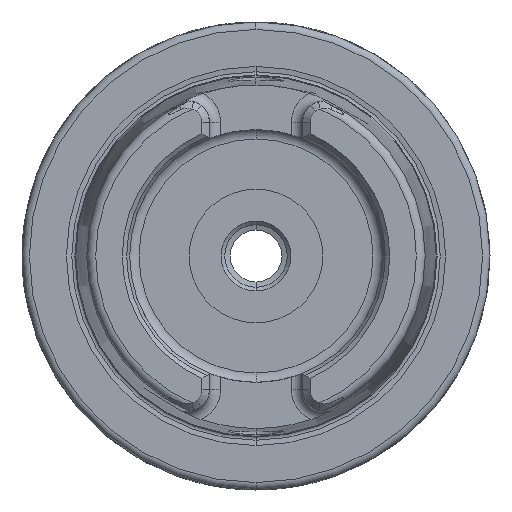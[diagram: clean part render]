
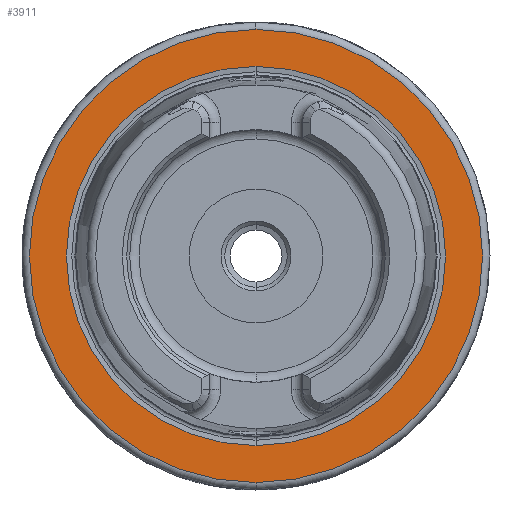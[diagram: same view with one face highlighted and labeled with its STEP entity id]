
A CAD part, left-side view. The second image highlights one B-rep face of the part: STEP entity #3911.
In plain terms, the highlighted planar face has unit normal (-1, 0, 0).
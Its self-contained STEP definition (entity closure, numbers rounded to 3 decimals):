
#444 = CARTESIAN_POINT ( 'NONE',  ( -64., 31.5, 0. ) ) ;
#836 = DIRECTION ( 'NONE',  ( 0., 0., -1. ) ) ;
#848 = DIRECTION ( 'NONE',  ( 1., 0., 0. ) ) ;
#859 = CARTESIAN_POINT ( 'NONE',  ( -64., 0., 0. ) ) ;
#1018 = DIRECTION ( 'NONE',  ( 0., 0., -1. ) ) ;
#1032 = DIRECTION ( 'NONE',  ( 1., 0., 0. ) ) ;
#1055 = CARTESIAN_POINT ( 'NONE',  ( -64., 0., 0. ) ) ;
#1204 = DIRECTION ( 'NONE',  ( 0., 0., -1. ) ) ;
#1214 = DIRECTION ( 'NONE',  ( -1., 0., 0. ) ) ;
#1226 = CARTESIAN_POINT ( 'NONE',  ( -64., 0., 0. ) ) ;
#1536 = DIRECTION ( 'NONE',  ( 0., 0., -1. ) ) ;
#1558 = CIRCLE ( 'NONE', #2806, 30.5 ) ;
#1596 = DIRECTION ( 'NONE',  ( 1., 0., 0. ) ) ;
#1804 = FACE_OUTER_BOUND ( 'NONE', #5066, .T. ) ;
#2037 = VERTEX_POINT ( 'NONE', #3565 ) ;
#2127 = PLANE ( 'NONE',  #2825 ) ;
#2171 = FACE_BOUND ( 'NONE', #6442, .T. ) ;
#2190 = VERTEX_POINT ( 'NONE', #2735 ) ;
#2380 = AXIS2_PLACEMENT_3D ( 'NONE', #859, #848, #836 ) ;
#2441 = EDGE_CURVE ( 'NONE', #2037, #4335, #5020, .T. ) ;
#2495 = EDGE_CURVE ( 'NONE', #5553, #2190, #4999, .T. ) ;
#2735 = CARTESIAN_POINT ( 'NONE',  ( -64., 0., 25.521 ) ) ;
#2806 = AXIS2_PLACEMENT_3D ( 'NONE', #8319, #8286, #8245 ) ;
#2808 = CARTESIAN_POINT ( 'NONE',  ( -64., 0., -25.521 ) ) ;
#2825 = AXIS2_PLACEMENT_3D ( 'NONE', #444, #1596, #1536 ) ;
#3092 = ORIENTED_EDGE ( 'NONE', *, *, #2495, .T. ) ;
#3093 = AXIS2_PLACEMENT_3D ( 'NONE', #1055, #1032, #1018 ) ;
#3106 = AXIS2_PLACEMENT_3D ( 'NONE', #1226, #1214, #1204 ) ;
#3565 = CARTESIAN_POINT ( 'NONE',  ( -64., 0., -30.5 ) ) ;
#3699 = ORIENTED_EDGE ( 'NONE', *, *, #2441, .T. ) ;
#3911 = ADVANCED_FACE ( 'NONE', ( #1804, #2171 ), #2127, .F. ) ;
#3946 = EDGE_CURVE ( 'NONE', #4335, #2037, #1558, .T. ) ;
#4203 = ORIENTED_EDGE ( 'NONE', *, *, #4623, .T. ) ;
#4335 = VERTEX_POINT ( 'NONE', #8017 ) ;
#4623 = EDGE_CURVE ( 'NONE', #2190, #5553, #7061, .T. ) ;
#4999 = CIRCLE ( 'NONE', #3093, 25.521 ) ;
#5020 = CIRCLE ( 'NONE', #3106, 30.5 ) ;
#5066 = EDGE_LOOP ( 'NONE', ( #3699, #6121 ) ) ;
#5553 = VERTEX_POINT ( 'NONE', #2808 ) ;
#6121 = ORIENTED_EDGE ( 'NONE', *, *, #3946, .T. ) ;
#6442 = EDGE_LOOP ( 'NONE', ( #4203, #3092 ) ) ;
#7061 = CIRCLE ( 'NONE', #2380, 25.521 ) ;
#8017 = CARTESIAN_POINT ( 'NONE',  ( -64., 0., 30.5 ) ) ;
#8245 = DIRECTION ( 'NONE',  ( 0., 0., -1. ) ) ;
#8286 = DIRECTION ( 'NONE',  ( -1., 0., 0. ) ) ;
#8319 = CARTESIAN_POINT ( 'NONE',  ( -64., 0., 0. ) ) ;
